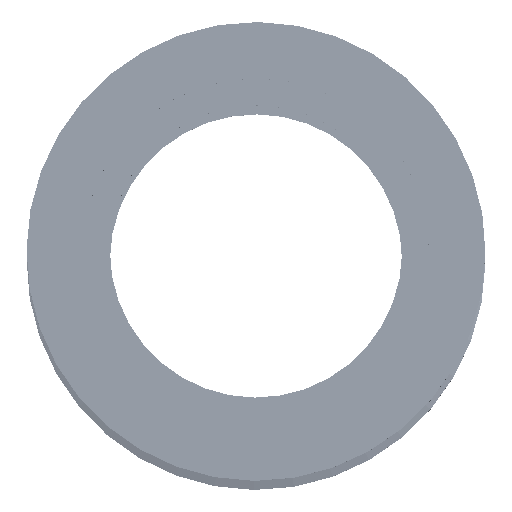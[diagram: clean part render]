
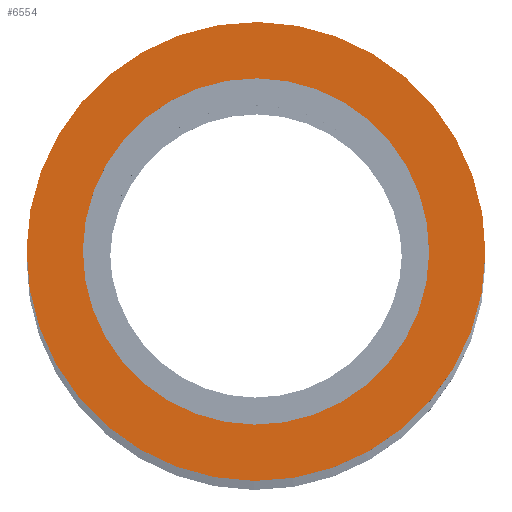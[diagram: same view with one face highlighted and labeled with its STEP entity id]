
A CAD part, top view. The second image highlights one B-rep face of the part: STEP entity #6554.
In plain terms, the highlighted face is planar.
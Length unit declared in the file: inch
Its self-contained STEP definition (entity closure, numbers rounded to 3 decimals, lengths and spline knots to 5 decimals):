
#101 = CARTESIAN_POINT ( 'NONE',  ( 0., 0., 0. ) ) ;
#199 = AXIS2_PLACEMENT_3D ( 'NONE', #52696, #43461, #10219 ) ;
#914 = FACE_OUTER_BOUND ( 'NONE', #46909, .T. ) ;
#1407 = CIRCLE ( 'NONE', #21470, 0.815 ) ;
#2547 = DIRECTION ( 'NONE',  ( 0., 0., 1. ) ) ;
#6385 = EDGE_CURVE ( 'NONE', #28237, #43335, #33540, .T. ) ;
#6554 = ADVANCED_FACE ( 'NONE', ( #47510, #914 ), #38781, .F. ) ;
#8846 = DIRECTION ( 'NONE',  ( 0., 0., 1. ) ) ;
#8881 = DIRECTION ( 'NONE',  ( 0., 0., 1. ) ) ;
#9589 = CIRCLE ( 'NONE', #34025, 1.08 ) ;
#9617 = CARTESIAN_POINT ( 'NONE',  ( 0., 0., 1.08 ) ) ;
#9653 = DIRECTION ( 'NONE',  ( 0., 0., -1. ) ) ;
#10219 = DIRECTION ( 'NONE',  ( 0., 0., 1. ) ) ;
#12512 = ORIENTED_EDGE ( 'NONE', *, *, #37163, .F. ) ;
#15023 = DIRECTION ( 'NONE',  ( -1., 0., 0. ) ) ;
#17329 = DIRECTION ( 'NONE',  ( -1., 0., 0. ) ) ;
#18942 = EDGE_CURVE ( 'NONE', #39166, #39438, #1407, .T. ) ;
#21470 = AXIS2_PLACEMENT_3D ( 'NONE', #39347, #17329, #2547 ) ;
#25844 = ORIENTED_EDGE ( 'NONE', *, *, #18942, .F. ) ;
#27175 = CARTESIAN_POINT ( 'NONE',  ( 0., 0., -0.815 ) ) ;
#28237 = VERTEX_POINT ( 'NONE', #9617 ) ;
#28982 = ORIENTED_EDGE ( 'NONE', *, *, #6385, .T. ) ;
#29570 = EDGE_CURVE ( 'NONE', #43335, #28237, #9589, .T. ) ;
#29825 = CIRCLE ( 'NONE', #199, 0.815 ) ;
#33540 = CIRCLE ( 'NONE', #42231, 1.08 ) ;
#33931 = DIRECTION ( 'NONE',  ( -1., 0., 0. ) ) ;
#34025 = AXIS2_PLACEMENT_3D ( 'NONE', #42895, #15023, #8881 ) ;
#37163 = EDGE_CURVE ( 'NONE', #39438, #39166, #29825, .T. ) ;
#37784 = CARTESIAN_POINT ( 'NONE',  ( 0., 0., 0.815 ) ) ;
#38781 = PLANE ( 'NONE',  #50103 ) ;
#39064 = CARTESIAN_POINT ( 'NONE',  ( 0., 1.08, 0. ) ) ;
#39166 = VERTEX_POINT ( 'NONE', #37784 ) ;
#39347 = CARTESIAN_POINT ( 'NONE',  ( 0., 0., 0. ) ) ;
#39438 = VERTEX_POINT ( 'NONE', #27175 ) ;
#42231 = AXIS2_PLACEMENT_3D ( 'NONE', #101, #33931, #8846 ) ;
#42618 = DIRECTION ( 'NONE',  ( 1., 0., 0. ) ) ;
#42895 = CARTESIAN_POINT ( 'NONE',  ( 0., 0., 0. ) ) ;
#43335 = VERTEX_POINT ( 'NONE', #52293 ) ;
#43461 = DIRECTION ( 'NONE',  ( -1., 0., 0. ) ) ;
#46909 = EDGE_LOOP ( 'NONE', ( #28982, #46933 ) ) ;
#46933 = ORIENTED_EDGE ( 'NONE', *, *, #29570, .T. ) ;
#47510 = FACE_BOUND ( 'NONE', #50578, .T. ) ;
#50103 = AXIS2_PLACEMENT_3D ( 'NONE', #39064, #42618, #9653 ) ;
#50578 = EDGE_LOOP ( 'NONE', ( #25844, #12512 ) ) ;
#52293 = CARTESIAN_POINT ( 'NONE',  ( 0., 0., -1.08 ) ) ;
#52696 = CARTESIAN_POINT ( 'NONE',  ( 0., 0., 0. ) ) ;
